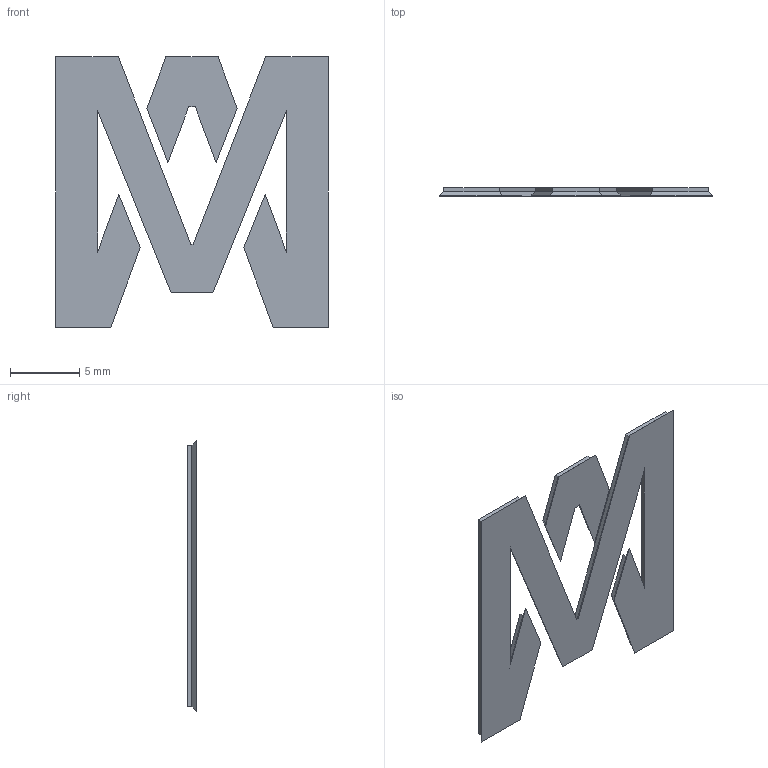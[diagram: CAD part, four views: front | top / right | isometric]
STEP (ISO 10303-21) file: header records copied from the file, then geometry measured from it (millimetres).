
FILE_DESCRIPTION(/* description */ (''),/* implementation_level */ '2;1');
FILE_NAME(/* name */ 'Logo_x1.step',/* time_stamp */ '2025-12-31T11:46:29-05:00',/* author */ (''),/* organization */ (''),/* preprocessor_version */ 'ST-DEVELOPER v20.1',/* originating_system */ 'Autodesk Translation Framework v14.21.0.0',/* authorisation */ '');
FILE_SCHEMA (('AUTOMOTIVE_DESIGN { 1 0 10303 214 3 1 1 }'));
Length unit declared in the file: millimetre
Products named in the file (1): Logo
Bounding box: 19.7 x 0.6 x 19.52 mm (x, y, z)
Volume: 137.7 mm3; surface area: 626.9 mm2
Topology: 2 solids, 2 shells, 64 faces, 156 edges, 96 vertices
Faces by surface type: plane 64
Entity records: 1847 total; most frequent: CARTESIAN_POINT 317, ORIENTED_EDGE 312, DIRECTION 286, LINE 156, VECTOR 156, EDGE_CURVE 156, VERTEX_POINT 96, AXIS2_PLACEMENT_3D 65
